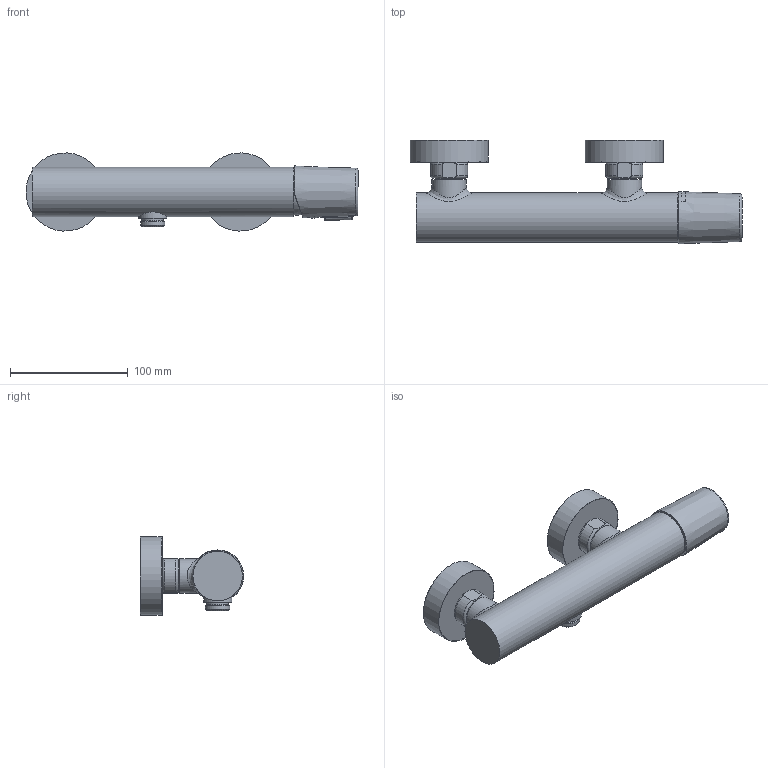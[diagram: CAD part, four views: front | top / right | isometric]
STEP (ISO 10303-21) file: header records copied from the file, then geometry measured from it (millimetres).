
FILE_DESCRIPTION (( 'STEP AP203' ), '1' );
FILE_NAME ('34DP02445.STEP', '2021-01-04T11:48:15', ( '' ), ( '' ), 'SwSTEP 2.0', 'SolidWorks 2018', '' );
FILE_SCHEMA (( 'CONFIG_CONTROL_DESIGN' ));
Length unit declared in the file: millimetre
Products named in the file (1): 34DP02445
Bounding box: 282.14 x 87.84 x 66.44 mm (x, y, z)
Volume: 163436.5 mm3; surface area: 138091.3 mm2
Topology: 11 solids, 11 shells, 413 faces, 989 edges, 618 vertices
Faces by surface type: plane 134, cylinder 123, bspline 83, cone 48, torus 24, sphere 1
Full cylindrical faces by diameter (mm): 4.2 x1, 5.1 x2, 6.8 x2, 8 x3, 9.5 x1, 10 x1, 10.4 x2, 11 x1, 12.6 x1, 13.6 x1, 15 x1, 16 x2, 16.5 x2, 18 x2, 18.3 x2, 19 x1, 19.5 x2, 20.5 x2, 20.65 x2, 21 x2, 21.5 x1, 24 x3, 24.5 x2, 25 x1, 25.6 x2, 26.4 x2, 29.5 x2, 31 x1, 35.2 x1, 35.8 x2
Entity records: 20728 total; most frequent: CARTESIAN_POINT 12829, ORIENTED_EDGE 1652, DIRECTION 1304, EDGE_CURVE 826, EDGE_LOOP 578, VERTEX_POINT 574, AXIS2_PLACEMENT_3D 545, FACE_OUTER_BOUND 489
